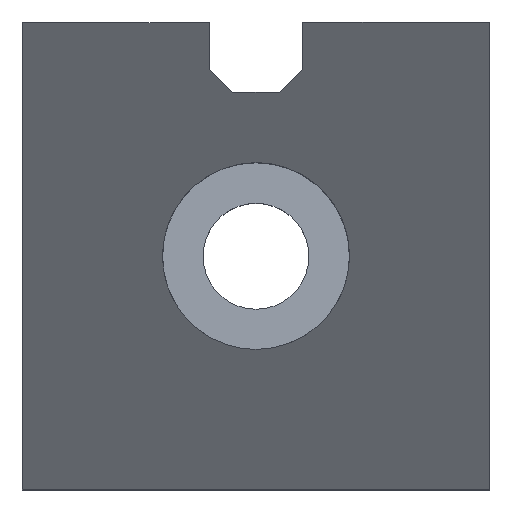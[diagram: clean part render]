
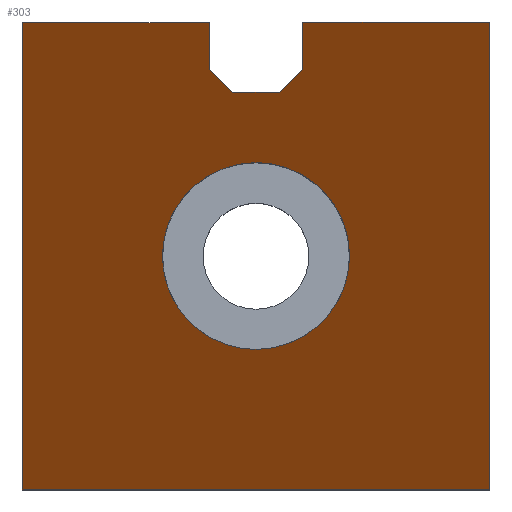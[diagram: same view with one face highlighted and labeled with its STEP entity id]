
A CAD part, top view. The second image highlights one B-rep face of the part: STEP entity #303.
In plain terms, the highlighted planar face has unit normal (-0.707, 0, 0.707).
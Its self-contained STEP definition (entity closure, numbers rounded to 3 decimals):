
#25=FACE_BOUND('',#57,.T.);
#30=ELLIPSE('',#335,4.243,3.);
#31=ELLIPSE('',#336,4.243,3.);
#39=FACE_OUTER_BOUND('',#56,.T.);
#56=EDGE_LOOP('',(#223,#224,#225,#226,#227,#228,#229,#230,#231,#232));
#57=EDGE_LOOP('',(#233,#234));
#73=LINE('',#447,#104);
#77=LINE('',#455,#108);
#80=LINE('',#462,#111);
#84=LINE('',#470,#115);
#87=LINE('',#475,#118);
#89=LINE('',#479,#120);
#90=LINE('',#481,#121);
#91=LINE('',#483,#122);
#92=LINE('',#485,#123);
#93=LINE('',#486,#124);
#104=VECTOR('',#360,10.);
#108=VECTOR('',#366,10.);
#111=VECTOR('',#371,10.);
#115=VECTOR('',#377,10.);
#118=VECTOR('',#382,10.);
#120=VECTOR('',#386,10.);
#121=VECTOR('',#387,10.);
#122=VECTOR('',#388,10.);
#123=VECTOR('',#389,10.);
#124=VECTOR('',#390,10.);
#135=VERTEX_POINT('',#445);
#136=VERTEX_POINT('',#446);
#139=VERTEX_POINT('',#454);
#141=VERTEX_POINT('',#460);
#142=VERTEX_POINT('',#461);
#145=VERTEX_POINT('',#469);
#147=VERTEX_POINT('',#478);
#148=VERTEX_POINT('',#480);
#149=VERTEX_POINT('',#482);
#150=VERTEX_POINT('',#484);
#151=VERTEX_POINT('',#487);
#152=VERTEX_POINT('',#488);
#162=EDGE_CURVE('',#135,#136,#73,.T.);
#166=EDGE_CURVE('',#136,#139,#77,.T.);
#169=EDGE_CURVE('',#141,#142,#80,.T.);
#173=EDGE_CURVE('',#142,#145,#84,.T.);
#176=EDGE_CURVE('',#145,#135,#87,.T.);
#178=EDGE_CURVE('',#147,#139,#89,.T.);
#179=EDGE_CURVE('',#148,#147,#90,.T.);
#180=EDGE_CURVE('',#149,#148,#91,.T.);
#181=EDGE_CURVE('',#150,#149,#92,.T.);
#182=EDGE_CURVE('',#141,#150,#93,.T.);
#183=EDGE_CURVE('',#151,#152,#30,.T.);
#184=EDGE_CURVE('',#152,#151,#31,.T.);
#223=ORIENTED_EDGE('',*,*,#169,.T.);
#224=ORIENTED_EDGE('',*,*,#173,.T.);
#225=ORIENTED_EDGE('',*,*,#176,.T.);
#226=ORIENTED_EDGE('',*,*,#162,.T.);
#227=ORIENTED_EDGE('',*,*,#166,.T.);
#228=ORIENTED_EDGE('',*,*,#178,.F.);
#229=ORIENTED_EDGE('',*,*,#179,.F.);
#230=ORIENTED_EDGE('',*,*,#180,.F.);
#231=ORIENTED_EDGE('',*,*,#181,.F.);
#232=ORIENTED_EDGE('',*,*,#182,.F.);
#233=ORIENTED_EDGE('',*,*,#183,.F.);
#234=ORIENTED_EDGE('',*,*,#184,.F.);
#290=PLANE('',#334);
#303=ADVANCED_FACE('',(#39,#25),#290,.F.);
#334=AXIS2_PLACEMENT_3D('',#477,#384,#385);
#335=AXIS2_PLACEMENT_3D('',#489,#391,#392);
#336=AXIS2_PLACEMENT_3D('',#490,#393,#394);
#360=DIRECTION('',(-0.577,0.577,-0.577));
#366=DIRECTION('',(0.,1.,0.));
#371=DIRECTION('',(0.,-1.,0.));
#377=DIRECTION('',(-0.577,-0.577,-0.577));
#382=DIRECTION('',(-0.707,0.,-0.707));
#384=DIRECTION('center_axis',(0.707,0.,-0.707));
#385=DIRECTION('ref_axis',(0.707,0.,0.707));
#386=DIRECTION('',(0.707,0.,0.707));
#387=DIRECTION('',(0.,1.,0.));
#388=DIRECTION('',(-0.707,0.,-0.707));
#389=DIRECTION('',(0.,-1.,0.));
#390=DIRECTION('',(0.707,0.,0.707));
#391=DIRECTION('center_axis',(-0.707,0.,0.707));
#392=DIRECTION('ref_axis',(0.707,0.,0.707));
#393=DIRECTION('center_axis',(-0.707,0.,0.707));
#394=DIRECTION('ref_axis',(0.707,0.,0.707));
#445=CARTESIAN_POINT('',(-8.25,-2.25,6.75));
#446=CARTESIAN_POINT('',(-9.,-1.5,6.));
#447=CARTESIAN_POINT('',(-7.875,-2.625,7.125));
#454=CARTESIAN_POINT('',(-9.,0.,6.));
#455=CARTESIAN_POINT('',(-9.,-5.625,6.));
#460=CARTESIAN_POINT('',(-6.,0.,9.));
#461=CARTESIAN_POINT('',(-6.,-1.5,9.));
#462=CARTESIAN_POINT('',(-6.,-6.375,9.));
#469=CARTESIAN_POINT('',(-6.75,-2.25,8.25));
#470=CARTESIAN_POINT('',(-9.875,-5.375,5.125));
#475=CARTESIAN_POINT('',(-9.563,-2.25,5.438));
#477=CARTESIAN_POINT('Origin',(-7.5,-11.25,7.5));
#478=CARTESIAN_POINT('',(-15.,0.,0.));
#479=CARTESIAN_POINT('',(-11.25,0.,3.75));
#480=CARTESIAN_POINT('',(-15.,-15.,0.));
#481=CARTESIAN_POINT('',(-15.,-15.,0.));
#482=CARTESIAN_POINT('',(0.,-15.,15.));
#483=CARTESIAN_POINT('',(-7.5,-15.,7.5));
#484=CARTESIAN_POINT('',(0.,0.,15.));
#485=CARTESIAN_POINT('',(0.,0.,15.));
#486=CARTESIAN_POINT('',(-11.25,0.,3.75));
#487=CARTESIAN_POINT('',(-7.5,-4.5,7.5));
#488=CARTESIAN_POINT('',(-7.5,-10.5,7.5));
#489=CARTESIAN_POINT('Origin',(-7.5,-7.5,7.5));
#490=CARTESIAN_POINT('Origin',(-7.5,-7.5,7.5));
